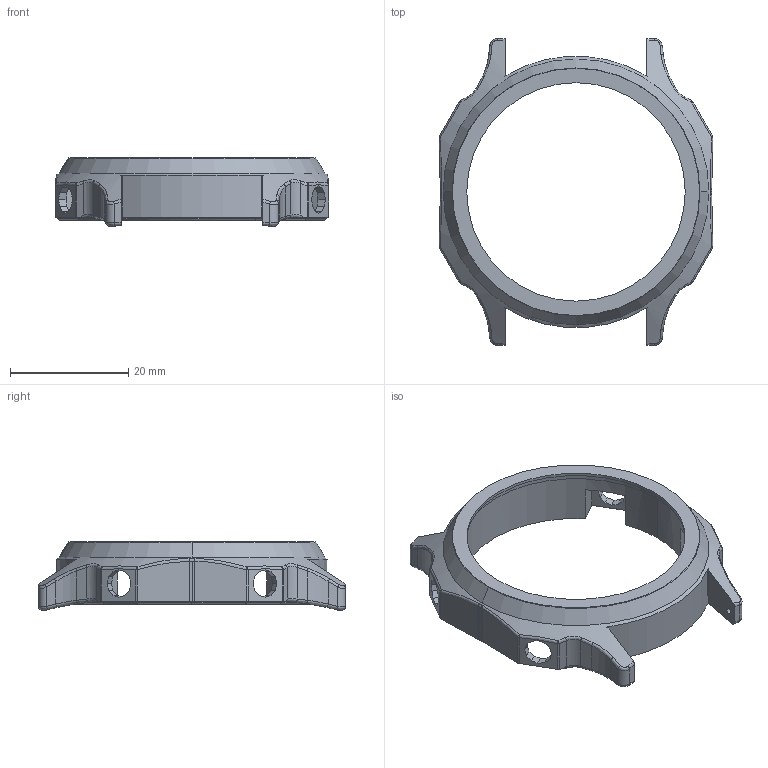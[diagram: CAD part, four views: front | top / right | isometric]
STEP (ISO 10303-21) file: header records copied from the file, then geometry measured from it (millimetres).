
FILE_DESCRIPTION (( 'STEP AP214' ), '1' );
FILE_NAME ('Watch Case 4 switch.STEP', '2025-06-16T11:57:20', ( '' ), ( '' ), 'SwSTEP 2.0', 'SolidWorks 2024', '' );
FILE_SCHEMA (( 'AUTOMOTIVE_DESIGN' ));
Length unit declared in the file: millimetre
Products named in the file (1): Watch Case 4 switch
Bounding box: 46.36 x 52 x 11.65 mm (x, y, z)
Volume: 4776.3 mm3; surface area: 4675 mm2
Topology: 1 solids, 1 shells, 345 faces, 845 edges, 523 vertices
Faces by surface type: plane 151, cylinder 103, bspline 64, sphere 10, cone 10, torus 7
Entity records: 11402 total; most frequent: CARTESIAN_POINT 3712, ORIENTED_EDGE 1690, DIRECTION 1461, EDGE_CURVE 845, VERTEX_POINT 523, AXIS2_PLACEMENT_3D 520, VECTOR 421, LINE 421
